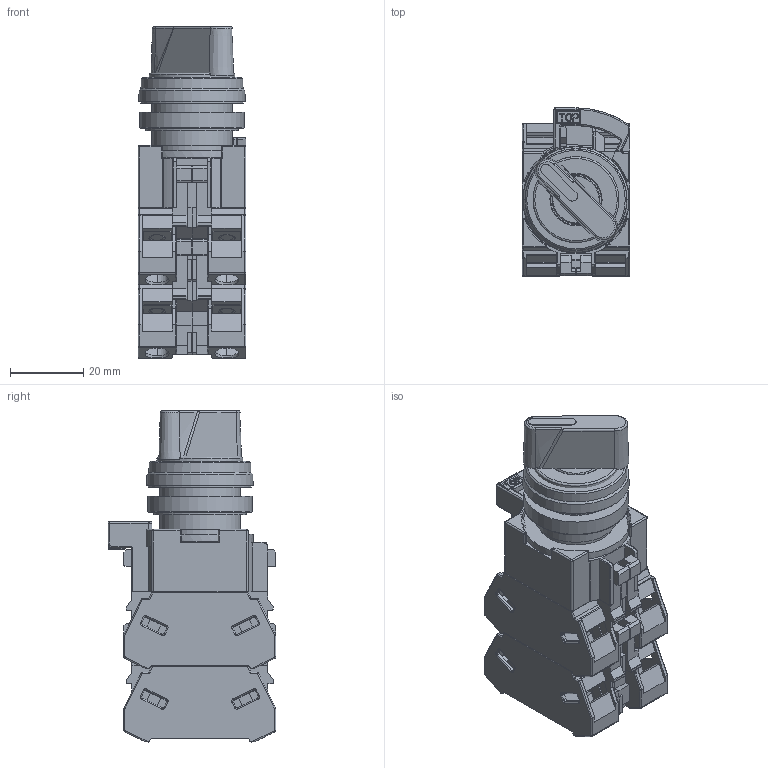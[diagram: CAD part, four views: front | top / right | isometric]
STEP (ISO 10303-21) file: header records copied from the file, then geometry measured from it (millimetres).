
FILE_DESCRIPTION (( 'STEP AP203' ), '1' );
FILE_NAME ('HW1S-[2][3]($)($)Txx_rev1.0.STEP', '2023-01-05T06:35:56', ( '' ), ( '' ), 'SwSTEP 2.0', 'SolidWorks 2019', '' );
FILE_SCHEMA (( 'CONFIG_CONTROL_DESIGN' ));
Length unit declared in the file: millimetre
Products named in the file (6): HW-LOCK-NUT; HW1S-[2][3]_BODY; HW-CN-KIT_rev0.0; HW-Uxx(R); HW1S-[2][3]($)($)Txx_rev1.0; HWN-HANDLE
Assembly tree (8 placements, depth 2):
  HW1S-[2][3]($)($)Txx_rev1.0
    HW1S-[2][3]_BODY
    HWN-HANDLE
    HW-LOCK-NUT
    HW-CN-KIT_rev0.0
    HW-Uxx(R)  x4
Bounding box: 29.4 x 45.7 x 90.4 mm (x, y, z)
Volume: 67571.7 mm3; surface area: 33046.1 mm2
Topology: 8 solids, 8 shells, 1545 faces, 4198 edges, 2667 vertices
Faces by surface type: plane 882, cylinder 407, bspline 230, cone 26
Full cylindrical faces by diameter (mm): 3.5 x8, 14 x1, 18 x1, 19.8 x1, 20.4 x1, 20.5 x1, 20.6 x1, 22 x2, 23.4 x1, 23.6 x1, 23.8 x1, 25.2 x1, 28 x1, 28.4 x1
Entity records: 28873 total; most frequent: CARTESIAN_POINT 9681, ORIENTED_EDGE 4090, DIRECTION 3458, EDGE_CURVE 2045, VERTEX_POINT 1323, LINE 1306, VECTOR 1306, AXIS2_PLACEMENT_3D 1076
